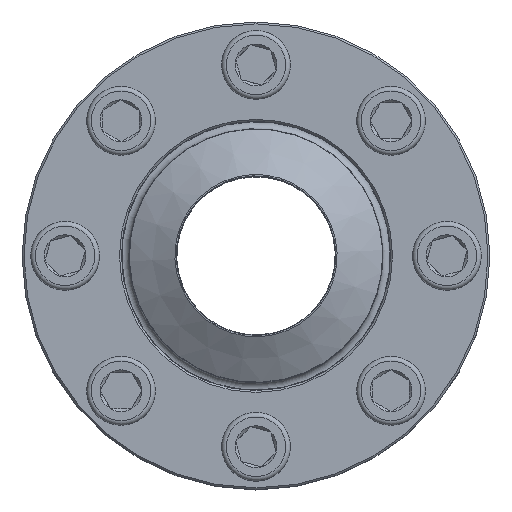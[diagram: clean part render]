
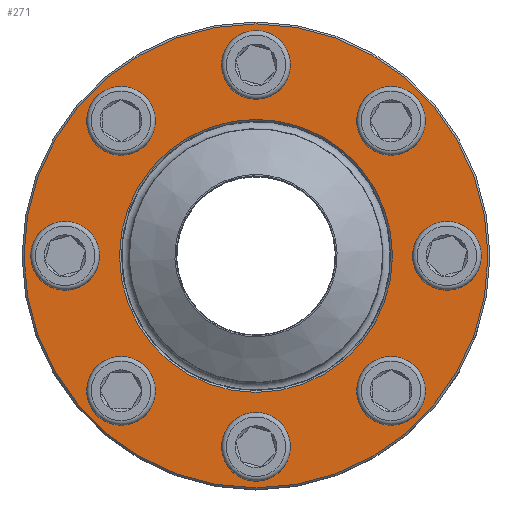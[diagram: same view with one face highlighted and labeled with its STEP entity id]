
A CAD part, top view. The second image highlights one B-rep face of the part: STEP entity #271.
In plain terms, the highlighted planar face has unit normal (0, 0, 1).
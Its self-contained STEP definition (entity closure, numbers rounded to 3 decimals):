
#252=PLANE('',#1170);
#271=ADVANCED_FACE('',(#370,#371,#372,#373,#374,#375,#376,#377,#378,#379),
#252,.T.);
#370=FACE_BOUND('',#505,.T.);
#371=FACE_BOUND('',#506,.T.);
#372=FACE_BOUND('',#507,.T.);
#373=FACE_BOUND('',#508,.T.);
#374=FACE_BOUND('',#509,.T.);
#375=FACE_BOUND('',#510,.T.);
#376=FACE_BOUND('',#511,.T.);
#377=FACE_BOUND('',#512,.T.);
#378=FACE_BOUND('',#513,.T.);
#379=FACE_BOUND('',#514,.T.);
#505=EDGE_LOOP('',(#653));
#506=EDGE_LOOP('',(#654));
#507=EDGE_LOOP('',(#655));
#508=EDGE_LOOP('',(#656));
#509=EDGE_LOOP('',(#657));
#510=EDGE_LOOP('',(#658));
#511=EDGE_LOOP('',(#659));
#512=EDGE_LOOP('',(#660));
#513=EDGE_LOOP('',(#661));
#514=EDGE_LOOP('',(#662));
#653=ORIENTED_EDGE('',*,*,#964,.T.);
#654=ORIENTED_EDGE('',*,*,#965,.T.);
#655=ORIENTED_EDGE('',*,*,#966,.T.);
#656=ORIENTED_EDGE('',*,*,#967,.T.);
#657=ORIENTED_EDGE('',*,*,#968,.T.);
#658=ORIENTED_EDGE('',*,*,#969,.T.);
#659=ORIENTED_EDGE('',*,*,#970,.T.);
#660=ORIENTED_EDGE('',*,*,#971,.T.);
#661=ORIENTED_EDGE('',*,*,#972,.T.);
#662=ORIENTED_EDGE('',*,*,#973,.T.);
#873=VERTEX_POINT('',#1697);
#874=VERTEX_POINT('',#1699);
#875=VERTEX_POINT('',#1701);
#876=VERTEX_POINT('',#1703);
#877=VERTEX_POINT('',#1705);
#878=VERTEX_POINT('',#1707);
#879=VERTEX_POINT('',#1709);
#880=VERTEX_POINT('',#1711);
#881=VERTEX_POINT('',#1713);
#882=VERTEX_POINT('',#1715);
#964=EDGE_CURVE('',#873,#873,#1074,.T.);
#965=EDGE_CURVE('',#874,#874,#1075,.T.);
#966=EDGE_CURVE('',#875,#875,#1076,.T.);
#967=EDGE_CURVE('',#876,#876,#1077,.T.);
#968=EDGE_CURVE('',#877,#877,#1078,.T.);
#969=EDGE_CURVE('',#878,#878,#1079,.T.);
#970=EDGE_CURVE('',#879,#879,#1080,.T.);
#971=EDGE_CURVE('',#880,#880,#1081,.T.);
#972=EDGE_CURVE('',#881,#881,#1082,.T.);
#973=EDGE_CURVE('',#882,#882,#1083,.T.);
#1074=CIRCLE('',#1160,13.5);
#1075=CIRCLE('',#1161,13.5);
#1076=CIRCLE('',#1162,13.5);
#1077=CIRCLE('',#1163,13.5);
#1078=CIRCLE('',#1164,13.5);
#1079=CIRCLE('',#1165,13.5);
#1080=CIRCLE('',#1166,13.5);
#1081=CIRCLE('',#1167,13.5);
#1082=CIRCLE('',#1168,121.5);
#1083=CIRCLE('',#1169,71.5);
#1160=AXIS2_PLACEMENT_3D('',#1696,#1338,#1339);
#1161=AXIS2_PLACEMENT_3D('',#1698,#1340,#1341);
#1162=AXIS2_PLACEMENT_3D('',#1700,#1342,#1343);
#1163=AXIS2_PLACEMENT_3D('',#1702,#1344,#1345);
#1164=AXIS2_PLACEMENT_3D('',#1704,#1346,#1347);
#1165=AXIS2_PLACEMENT_3D('',#1706,#1348,#1349);
#1166=AXIS2_PLACEMENT_3D('',#1708,#1350,#1351);
#1167=AXIS2_PLACEMENT_3D('',#1710,#1352,#1353);
#1168=AXIS2_PLACEMENT_3D('',#1712,#1354,#1355);
#1169=AXIS2_PLACEMENT_3D('',#1714,#1356,#1357);
#1170=AXIS2_PLACEMENT_3D('',#1716,#1358,#1359);
#1338=DIRECTION('',(0.,0.,-1.));
#1339=DIRECTION('',(1.,0.,0.));
#1340=DIRECTION('',(0.,0.,-1.));
#1341=DIRECTION('',(1.,0.,0.));
#1342=DIRECTION('',(0.,0.,-1.));
#1343=DIRECTION('',(1.,0.,0.));
#1344=DIRECTION('',(0.,0.,-1.));
#1345=DIRECTION('',(1.,0.,0.));
#1346=DIRECTION('',(0.,0.,-1.));
#1347=DIRECTION('',(1.,0.,0.));
#1348=DIRECTION('',(0.,0.,-1.));
#1349=DIRECTION('',(1.,0.,0.));
#1350=DIRECTION('',(0.,0.,-1.));
#1351=DIRECTION('',(1.,0.,0.));
#1352=DIRECTION('',(0.,0.,-1.));
#1353=DIRECTION('',(1.,0.,0.));
#1354=DIRECTION('',(0.,0.,1.));
#1355=DIRECTION('',(1.,0.,0.));
#1356=DIRECTION('',(0.,0.,-1.));
#1357=DIRECTION('',(1.,0.,0.));
#1358=DIRECTION('',(0.,0.,1.));
#1359=DIRECTION('',(1.,0.,0.));
#1696=CARTESIAN_POINT('',(-100.,0.,68.));
#1697=CARTESIAN_POINT('',(-86.5,0.,68.));
#1698=CARTESIAN_POINT('',(-70.711,70.711,68.));
#1699=CARTESIAN_POINT('',(-57.211,70.711,68.));
#1700=CARTESIAN_POINT('',(0.,100.,68.));
#1701=CARTESIAN_POINT('',(13.5,100.,68.));
#1702=CARTESIAN_POINT('',(70.711,70.711,68.));
#1703=CARTESIAN_POINT('',(84.211,70.711,68.));
#1704=CARTESIAN_POINT('',(100.,0.,68.));
#1705=CARTESIAN_POINT('',(113.5,0.,68.));
#1706=CARTESIAN_POINT('',(70.711,-70.711,68.));
#1707=CARTESIAN_POINT('',(84.211,-70.711,68.));
#1708=CARTESIAN_POINT('',(0.,-100.,68.));
#1709=CARTESIAN_POINT('',(13.5,-100.,68.));
#1710=CARTESIAN_POINT('',(-70.711,-70.711,68.));
#1711=CARTESIAN_POINT('',(-57.211,-70.711,68.));
#1712=CARTESIAN_POINT('',(0.,0.,68.));
#1713=CARTESIAN_POINT('',(121.5,0.,68.));
#1714=CARTESIAN_POINT('',(0.,0.,68.));
#1715=CARTESIAN_POINT('',(71.5,0.,68.));
#1716=CARTESIAN_POINT('',(0.,0.,68.));
